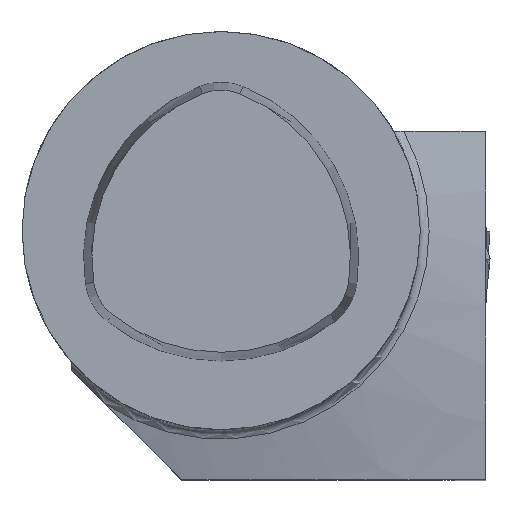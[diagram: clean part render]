
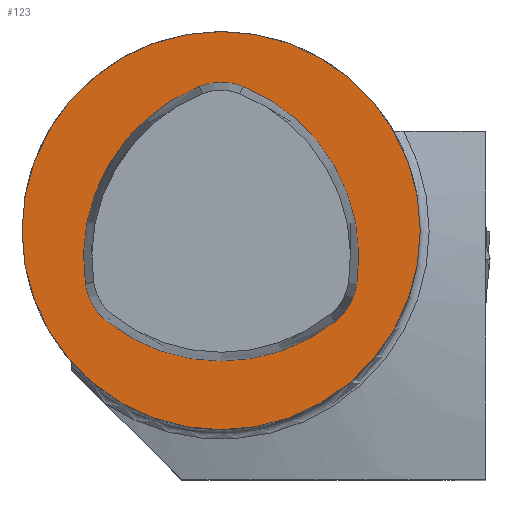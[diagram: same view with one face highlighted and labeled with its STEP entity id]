
A CAD part, top view. The second image highlights one B-rep face of the part: STEP entity #123.
In plain terms, the highlighted planar face has unit normal (0, 0, 1).
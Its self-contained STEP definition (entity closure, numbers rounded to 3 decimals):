
#87=CIRCLE('',#1686,20.);
#123=ADVANCED_FACE('',(#278),#212,.T.);
#212=PLANE('',#1687);
#278=FACE_OUTER_BOUND('',#366,.T.);
#366=EDGE_LOOP('',(#511));
#511=ORIENTED_EDGE('',*,*,#1115,.T.);
#959=VERTEX_POINT('',#2341);
#1115=EDGE_CURVE('',#959,#959,#87,.T.);
#1686=AXIS2_PLACEMENT_3D('',#2340,#1876,#1877);
#1687=AXIS2_PLACEMENT_3D('',#2342,#1878,#1879);
#1876=DIRECTION('',(0.,0.,1.));
#1877=DIRECTION('',(-1.,0.,0.));
#1878=DIRECTION('',(0.,0.,1.));
#1879=DIRECTION('',(-1.,0.,0.));
#2340=CARTESIAN_POINT('',(0.,0.,0.));
#2341=CARTESIAN_POINT('',(-20.,0.,0.));
#2342=CARTESIAN_POINT('',(0.,0.,0.));
